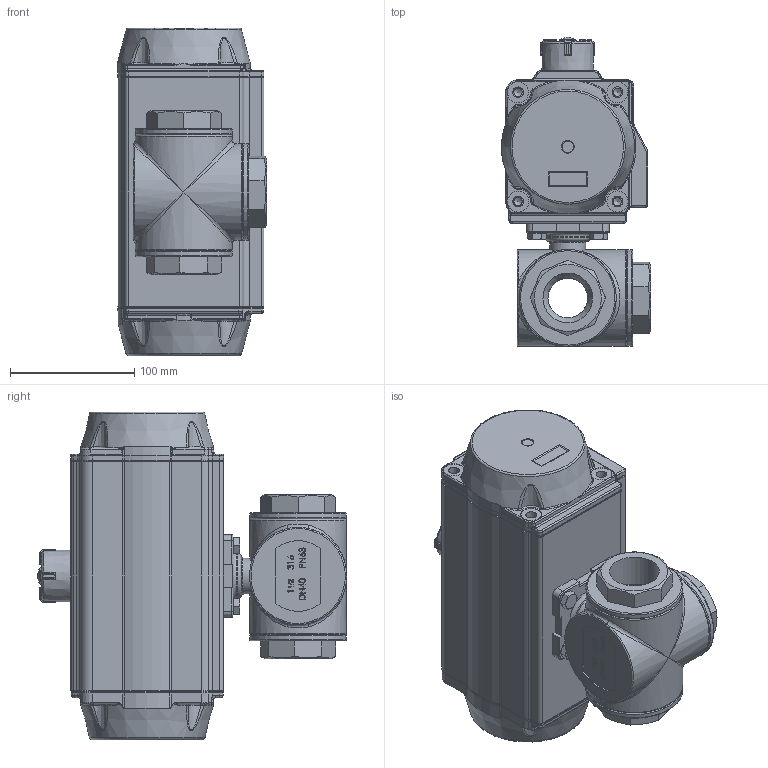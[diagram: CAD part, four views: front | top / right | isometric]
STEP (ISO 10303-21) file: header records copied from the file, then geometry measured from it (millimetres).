
FILE_DESCRIPTION(/* description */ ('Unknown'),/* implementation_level */ '2;1');
FILE_NAME(/* name */ 'PE05 9338_9339-08',/* time_stamp */ '2025-03-25T12:48:34+01:00',/* author */ ('Unknown'),/* organization */ ('Unknown'),/* preprocessor_version */ 'ST-DEVELOPER v19.4',/* originating_system */ 'Solid Edge',/* authorisation */ 'Unknown');
FILE_SCHEMA (('AUTOMOTIVE_DESIGN {1 0 10303 214 3 1 1}'));
Length unit declared in the file: millimetre
Products named in the file (19): PE05 9338_9339-08; 9338-08; Body Gasket; Body; Cap; Stem; Small hex thin nuts-Fine pitch thread GB_GB_FASTENER_NUT_SSFNTT B M20
X1.0-N; Nut Stopper; PD06_PE05; VTE95____; ____; zhou95; vt95_________________MIR; vt95-2016-06-25; Optische Anzeige; ______; ________(___________; cup head nib bolts with large head gb_GB_FASTENER_BOLT_CHNBW M6X25-N; DIN 933 M8x20 A2-70 BLK_EDST
Assembly tree (29 placements, depth 4):
  PE05 9338_9339-08
    9338-08
      Body Gasket  x3
      Body
      Cap  x3
      Stem
      Small hex thin nuts-Fine pitch thread GB_GB_FASTENER_NUT_SSFNTT B M20
X1.0-N
      Nut Stopper
    PD06_PE05
      VTE95____
      ____  x2
      zhou95
      vt95_________________MIR
      vt95-2016-06-25
      Optische Anzeige
        ______
        ________(___________  x4
        cup head nib bolts with large head gb_GB_FASTENER_BOLT_CHNBW M6X25-N
    DIN 933 M8x20 A2-70 BLK_EDST  x4
Bounding box: 120 x 248.81 x 264 mm (x, y, z)
Volume: 2091013.2 mm3; surface area: 541549.2 mm2
Topology: 26 solids, 26 shells, 3353 faces, 8268 edges, 5096 vertices
Faces by surface type: plane 1023, cylinder 847, bspline 693, torus 493, cone 252, sphere 45
Full cylindrical faces by diameter (mm): 3 x16, 3.3 x8, 4.134 x8, 4.66 x1, 4.917 x5, 5.5 x1, 6 x1, 6.2 x1, 6.647 x12, 8 x4, 8.376 x2, 11.445 x2, 12 x2, 13 x4, 13.4 x1, 15 x2, 16.2 x1, 16.4 x1, 17 x4, 18 x3, 18.1 x1, 18.7 x1, 18.917 x1, 20 x5, 22 x2, 22.5 x1, 22.7 x2, 24.5 x14, 27 x1, 28.5 x1
Entity records: 116173 total; most frequent: CARTESIAN_POINT 61533, ORIENTED_EDGE 11984, DIRECTION 9716, EDGE_CURVE 5992, VERTEX_POINT 3916, AXIS2_PLACEMENT_3D 3785, FACE_BOUND 3030, EDGE_LOOP 3022
